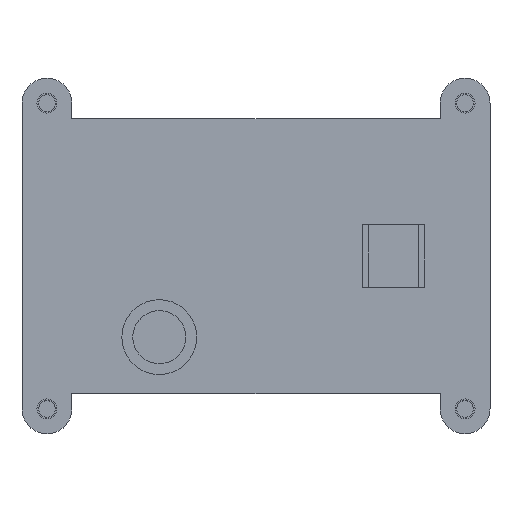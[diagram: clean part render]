
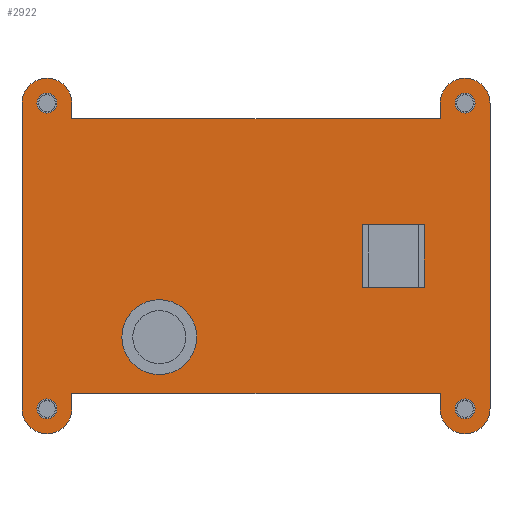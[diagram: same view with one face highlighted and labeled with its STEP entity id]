
A CAD part, top view. The second image highlights one B-rep face of the part: STEP entity #2922.
In plain terms, the highlighted planar face has unit normal (0, 0, 1).
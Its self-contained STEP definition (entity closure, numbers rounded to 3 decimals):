
#104=FACE_BOUND('',#1138,.T.);
#105=FACE_BOUND('',#1139,.T.);
#106=FACE_BOUND('',#1140,.T.);
#107=FACE_BOUND('',#1141,.T.);
#108=FACE_BOUND('',#1142,.T.);
#109=FACE_BOUND('',#1143,.T.);
#360=LINE('',#4499,#701);
#369=LINE('',#4533,#710);
#375=LINE('',#4554,#716);
#378=LINE('',#4562,#719);
#403=LINE('',#4641,#744);
#406=LINE('',#4646,#747);
#408=LINE('',#4650,#749);
#409=LINE('',#4652,#750);
#441=LINE('',#4722,#782);
#442=LINE('',#4724,#783);
#443=LINE('',#4726,#784);
#444=LINE('',#4728,#785);
#701=VECTOR('',#3638,10.);
#710=VECTOR('',#3673,10.);
#716=VECTOR('',#3693,10.);
#719=VECTOR('',#3698,10.);
#744=VECTOR('',#3779,10.);
#747=VECTOR('',#3784,10.);
#749=VECTOR('',#3788,10.);
#750=VECTOR('',#3791,10.);
#782=VECTOR('',#3859,10.);
#783=VECTOR('',#3862,10.);
#784=VECTOR('',#3865,10.);
#785=VECTOR('',#3868,10.);
#944=FACE_OUTER_BOUND('',#1137,.T.);
#1137=EDGE_LOOP('',(#2606,#2607,#2608,#2609,#2610,#2611,#2612,#2613,#2614,
#2615,#2616,#2617));
#1138=EDGE_LOOP('',(#2618));
#1139=EDGE_LOOP('',(#2619));
#1140=EDGE_LOOP('',(#2620));
#1141=EDGE_LOOP('',(#2621));
#1142=EDGE_LOOP('',(#2622,#2623,#2624,#2625));
#1143=EDGE_LOOP('',(#2626));
#1173=CIRCLE('',#3073,4.);
#1175=CIRCLE('',#3076,1.6);
#1177=CIRCLE('',#3079,4.);
#1179=CIRCLE('',#3082,1.6);
#1181=CIRCLE('',#3086,4.);
#1183=CIRCLE('',#3089,1.6);
#1185=CIRCLE('',#3094,4.);
#1187=CIRCLE('',#3097,1.6);
#1196=CIRCLE('',#3124,6.);
#1386=VERTEX_POINT('',#4496);
#1387=VERTEX_POINT('',#4498);
#1389=VERTEX_POINT('',#4504);
#1391=VERTEX_POINT('',#4510);
#1394=VERTEX_POINT('',#4517);
#1395=VERTEX_POINT('',#4519);
#1397=VERTEX_POINT('',#4525);
#1399=VERTEX_POINT('',#4531);
#1402=VERTEX_POINT('',#4538);
#1403=VERTEX_POINT('',#4540);
#1405=VERTEX_POINT('',#4546);
#1407=VERTEX_POINT('',#4552);
#1410=VERTEX_POINT('',#4559);
#1411=VERTEX_POINT('',#4561);
#1413=VERTEX_POINT('',#4567);
#1415=VERTEX_POINT('',#4573);
#1436=VERTEX_POINT('',#4638);
#1437=VERTEX_POINT('',#4640);
#1438=VERTEX_POINT('',#4644);
#1439=VERTEX_POINT('',#4648);
#1440=VERTEX_POINT('',#4654);
#1738=EDGE_CURVE('',#1386,#1387,#360,.T.);
#1742=EDGE_CURVE('',#1386,#1389,#1173,.T.);
#1745=EDGE_CURVE('',#1391,#1391,#1175,.T.);
#1748=EDGE_CURVE('',#1394,#1395,#1177,.T.);
#1752=EDGE_CURVE('',#1397,#1397,#1179,.T.);
#1755=EDGE_CURVE('',#1394,#1399,#369,.T.);
#1758=EDGE_CURVE('',#1402,#1403,#1181,.T.);
#1762=EDGE_CURVE('',#1405,#1405,#1183,.T.);
#1765=EDGE_CURVE('',#1402,#1407,#375,.T.);
#1768=EDGE_CURVE('',#1410,#1411,#378,.T.);
#1772=EDGE_CURVE('',#1410,#1413,#1185,.T.);
#1775=EDGE_CURVE('',#1415,#1415,#1187,.T.);
#1805=EDGE_CURVE('',#1437,#1436,#403,.T.);
#1808=EDGE_CURVE('',#1436,#1438,#406,.T.);
#1810=EDGE_CURVE('',#1438,#1439,#408,.T.);
#1811=EDGE_CURVE('',#1439,#1437,#409,.T.);
#1812=EDGE_CURVE('',#1440,#1440,#1196,.T.);
#1847=EDGE_CURVE('',#1403,#1413,#441,.T.);
#1848=EDGE_CURVE('',#1399,#1411,#442,.T.);
#1849=EDGE_CURVE('',#1395,#1389,#443,.T.);
#1850=EDGE_CURVE('',#1407,#1387,#444,.T.);
#2606=ORIENTED_EDGE('',*,*,#1850,.T.);
#2607=ORIENTED_EDGE('',*,*,#1738,.F.);
#2608=ORIENTED_EDGE('',*,*,#1742,.T.);
#2609=ORIENTED_EDGE('',*,*,#1849,.F.);
#2610=ORIENTED_EDGE('',*,*,#1748,.F.);
#2611=ORIENTED_EDGE('',*,*,#1755,.T.);
#2612=ORIENTED_EDGE('',*,*,#1848,.T.);
#2613=ORIENTED_EDGE('',*,*,#1768,.F.);
#2614=ORIENTED_EDGE('',*,*,#1772,.T.);
#2615=ORIENTED_EDGE('',*,*,#1847,.F.);
#2616=ORIENTED_EDGE('',*,*,#1758,.F.);
#2617=ORIENTED_EDGE('',*,*,#1765,.T.);
#2618=ORIENTED_EDGE('',*,*,#1745,.T.);
#2619=ORIENTED_EDGE('',*,*,#1752,.F.);
#2620=ORIENTED_EDGE('',*,*,#1762,.F.);
#2621=ORIENTED_EDGE('',*,*,#1775,.T.);
#2622=ORIENTED_EDGE('',*,*,#1810,.T.);
#2623=ORIENTED_EDGE('',*,*,#1811,.T.);
#2624=ORIENTED_EDGE('',*,*,#1805,.T.);
#2625=ORIENTED_EDGE('',*,*,#1808,.T.);
#2626=ORIENTED_EDGE('',*,*,#1812,.T.);
#2777=PLANE('',#3144);
#2922=ADVANCED_FACE('',(#944,#104,#105,#106,#107,#108,#109),#2777,.T.);
#3073=AXIS2_PLACEMENT_3D('',#4506,#3645,#3646);
#3076=AXIS2_PLACEMENT_3D('',#4512,#3652,#3653);
#3079=AXIS2_PLACEMENT_3D('',#4520,#3659,#3660);
#3082=AXIS2_PLACEMENT_3D('',#4527,#3667,#3668);
#3086=AXIS2_PLACEMENT_3D('',#4541,#3679,#3680);
#3089=AXIS2_PLACEMENT_3D('',#4548,#3687,#3688);
#3094=AXIS2_PLACEMENT_3D('',#4569,#3705,#3706);
#3097=AXIS2_PLACEMENT_3D('',#4575,#3712,#3713);
#3124=AXIS2_PLACEMENT_3D('',#4655,#3794,#3795);
#3144=AXIS2_PLACEMENT_3D('',#4729,#3869,#3870);
#3638=DIRECTION('',(0.,-1.,0.));
#3645=DIRECTION('center_axis',(0.,0.,1.));
#3646=DIRECTION('ref_axis',(1.,0.,0.));
#3652=DIRECTION('center_axis',(0.,0.,-1.));
#3653=DIRECTION('ref_axis',(1.,0.,0.));
#3659=DIRECTION('center_axis',(0.,0.,-1.));
#3660=DIRECTION('ref_axis',(1.,0.,0.));
#3667=DIRECTION('center_axis',(0.,0.,1.));
#3668=DIRECTION('ref_axis',(1.,0.,0.));
#3673=DIRECTION('',(0.,1.,0.));
#3679=DIRECTION('center_axis',(0.,0.,-1.));
#3680=DIRECTION('ref_axis',(-1.,0.,0.));
#3687=DIRECTION('center_axis',(0.,0.,1.));
#3688=DIRECTION('ref_axis',(-1.,0.,0.));
#3693=DIRECTION('',(0.,-1.,0.));
#3698=DIRECTION('',(0.,1.,0.));
#3705=DIRECTION('center_axis',(0.,0.,1.));
#3706=DIRECTION('ref_axis',(-1.,0.,0.));
#3712=DIRECTION('center_axis',(0.,0.,-1.));
#3713=DIRECTION('ref_axis',(-1.,0.,0.));
#3779=DIRECTION('',(0.,-1.,0.));
#3784=DIRECTION('',(-1.,0.,0.));
#3788=DIRECTION('',(0.,1.,0.));
#3791=DIRECTION('',(1.,0.,0.));
#3794=DIRECTION('center_axis',(0.,0.,-1.));
#3795=DIRECTION('ref_axis',(-1.,0.,0.));
#3859=DIRECTION('',(0.,-1.,0.));
#3862=DIRECTION('',(1.,0.,0.));
#3865=DIRECTION('',(0.,1.,0.));
#3868=DIRECTION('',(-1.,0.,0.));
#3869=DIRECTION('center_axis',(0.,0.,1.));
#3870=DIRECTION('ref_axis',(1.,0.,0.));
#4496=CARTESIAN_POINT('',(6.,44.5,37.));
#4498=CARTESIAN_POINT('',(6.,42.,37.));
#4499=CARTESIAN_POINT('',(6.,44.5,37.));
#4504=CARTESIAN_POINT('',(-2.,44.5,37.));
#4506=CARTESIAN_POINT('Origin',(2.,44.5,37.));
#4510=CARTESIAN_POINT('',(0.4,44.5,37.));
#4512=CARTESIAN_POINT('Origin',(2.,44.5,37.));
#4517=CARTESIAN_POINT('',(6.,-4.5,37.));
#4519=CARTESIAN_POINT('',(-2.,-4.5,37.));
#4520=CARTESIAN_POINT('Origin',(2.,-4.5,37.));
#4525=CARTESIAN_POINT('',(0.4,-4.5,37.));
#4527=CARTESIAN_POINT('Origin',(2.,-4.5,37.));
#4531=CARTESIAN_POINT('',(6.,-2.,37.));
#4533=CARTESIAN_POINT('',(6.,-4.5,37.));
#4538=CARTESIAN_POINT('',(65.,44.5,37.));
#4540=CARTESIAN_POINT('',(73.,44.5,37.));
#4541=CARTESIAN_POINT('Origin',(69.,44.5,37.));
#4546=CARTESIAN_POINT('',(70.6,44.5,37.));
#4548=CARTESIAN_POINT('Origin',(69.,44.5,37.));
#4552=CARTESIAN_POINT('',(65.,42.,37.));
#4554=CARTESIAN_POINT('',(65.,44.5,37.));
#4559=CARTESIAN_POINT('',(65.,-4.5,37.));
#4561=CARTESIAN_POINT('',(65.,-2.,37.));
#4562=CARTESIAN_POINT('',(65.,-4.5,37.));
#4567=CARTESIAN_POINT('',(73.,-4.5,37.));
#4569=CARTESIAN_POINT('Origin',(69.,-4.5,37.));
#4573=CARTESIAN_POINT('',(70.6,-4.5,37.));
#4575=CARTESIAN_POINT('Origin',(69.,-4.5,37.));
#4638=CARTESIAN_POINT('',(62.5,15.,37.));
#4640=CARTESIAN_POINT('',(62.5,25.,37.));
#4641=CARTESIAN_POINT('',(62.5,17.5,37.));
#4644=CARTESIAN_POINT('',(52.5,15.,37.));
#4646=CARTESIAN_POINT('',(44.,15.,37.));
#4648=CARTESIAN_POINT('',(52.5,25.,37.));
#4650=CARTESIAN_POINT('',(52.5,22.5,37.));
#4652=CARTESIAN_POINT('',(49.,25.,37.));
#4654=CARTESIAN_POINT('',(26.,7.,37.));
#4655=CARTESIAN_POINT('Origin',(20.,7.,37.));
#4722=CARTESIAN_POINT('',(73.,-2.,37.));
#4724=CARTESIAN_POINT('',(-2.,-2.,37.));
#4726=CARTESIAN_POINT('',(-2.,42.,37.));
#4728=CARTESIAN_POINT('',(73.,42.,37.));
#4729=CARTESIAN_POINT('Origin',(35.5,20.,37.));
